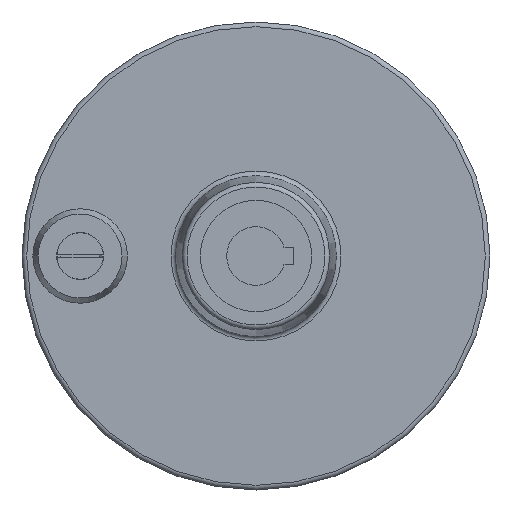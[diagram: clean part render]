
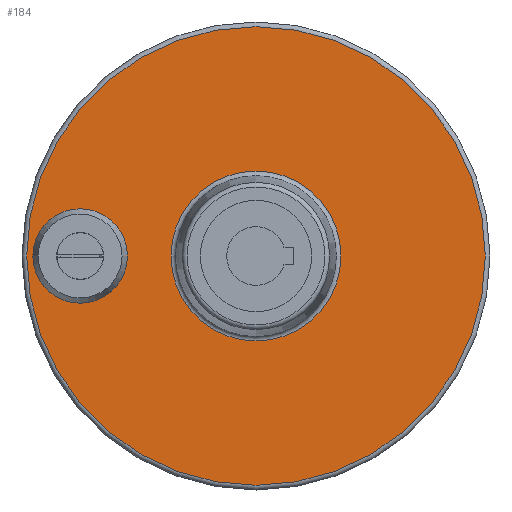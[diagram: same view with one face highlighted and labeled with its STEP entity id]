
A CAD part, front view. The second image highlights one B-rep face of the part: STEP entity #184.
In plain terms, the highlighted planar face has unit normal (0, -1, 0).
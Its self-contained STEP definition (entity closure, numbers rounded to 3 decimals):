
#184 = ADVANCED_FACE( '', ( #393, #394, #395 ), #396, .F. );
#393 = FACE_OUTER_BOUND( '', #599, .T. );
#394 = FACE_BOUND( '', #600, .T. );
#395 = FACE_BOUND( '', #601, .T. );
#396 = PLANE( '', #602 );
#599 = EDGE_LOOP( '', ( #998 ) );
#600 = EDGE_LOOP( '', ( #999 ) );
#601 = EDGE_LOOP( '', ( #1000 ) );
#602 = AXIS2_PLACEMENT_3D( '', #1001, #1002, #1003 );
#998 = ORIENTED_EDGE( '', *, *, #1142, .F. );
#999 = ORIENTED_EDGE( '', *, *, #1089, .F. );
#1000 = ORIENTED_EDGE( '', *, *, #1166, .T. );
#1001 = CARTESIAN_POINT( '', ( 15.507, -3., 0. ) );
#1002 = DIRECTION( '', ( 0., 1., 0. ) );
#1003 = DIRECTION( '', ( 0., 0., 1. ) );
#1089 = EDGE_CURVE( '', #1279, #1279, #1280, .F. );
#1142 = EDGE_CURVE( '', #1357, #1357, #1358, .T. );
#1166 = EDGE_CURVE( '', #1388, #1388, #1389, .T. );
#1279 = VERTEX_POINT( '', #1589 );
#1280 = CIRCLE( '', #1590, 8.06 );
#1357 = VERTEX_POINT( '', #1768 );
#1358 = CIRCLE( '', #1769, 39.111 );
#1388 = VERTEX_POINT( '', #1838 );
#1389 = CIRCLE( '', #1839, 14.493 );
#1589 = CARTESIAN_POINT( '', ( 0., -3., 8.06 ) );
#1590 = AXIS2_PLACEMENT_3D( '', #1931, #1932, #1933 );
#1768 = CARTESIAN_POINT( '', ( 30., -3., 39.111 ) );
#1769 = AXIS2_PLACEMENT_3D( '', #2000, #2001, #2002 );
#1838 = CARTESIAN_POINT( '', ( 30., -3., 14.493 ) );
#1839 = AXIS2_PLACEMENT_3D( '', #2023, #2024, #2025 );
#1931 = CARTESIAN_POINT( '', ( 0., -3., 0. ) );
#1932 = DIRECTION( '', ( 0., 1., 0. ) );
#1933 = DIRECTION( '', ( 0., 0., 1. ) );
#2000 = CARTESIAN_POINT( '', ( 30., -3., 0. ) );
#2001 = DIRECTION( '', ( 0., 1., 0. ) );
#2002 = DIRECTION( '', ( 0., 0., 1. ) );
#2023 = CARTESIAN_POINT( '', ( 30., -3., 0. ) );
#2024 = DIRECTION( '', ( 0., 1., 0. ) );
#2025 = DIRECTION( '', ( 0., 0., 1. ) );
